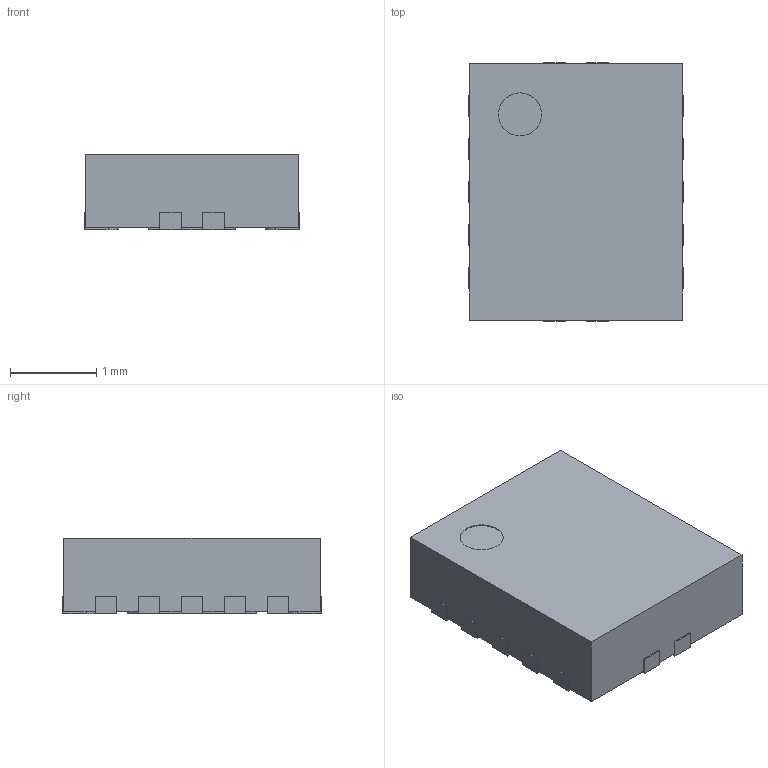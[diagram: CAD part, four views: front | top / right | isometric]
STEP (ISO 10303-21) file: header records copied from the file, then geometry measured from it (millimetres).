
FILE_DESCRIPTION(/* description */ ('STEP AP242','CAx-IF Rec.Pracs.---Representation and Presentation of Product Manufacturing Information (PMI)---4.0---2014-10-13','CAx-IF Rec.Pracs.---3D Tessellated Geometry---0.4---2014-09-14','2;1'),/* implementation_level */ '2;1');
FILE_NAME(/* name */ '67e7d47983b8460ba8d9bb25',/* time_stamp */ '2025-03-29T11:07:38Z',/* author */ (''),/* organization */ (''),/* preprocessor_version */ 'ST-DEVELOPER v20',/* originating_system */ 'ONSHAPE BY PTC INC, 1.195',/* authorisation */ ' ');
FILE_SCHEMA (('AP242_MANAGED_MODEL_BASED_3D_ENGINEERING_MIM_LF { 1 0 10303 442 1 1 4 }'));
Length unit declared in the file: metre
Products named in the file (1): QFN_32_1EP_5x5mm_P05mm_EP33x33mm
Bounding box: 2.5 x 3 x 0.88 mm (x, y, z)
Volume: 6.3 mm3; surface area: 24.7 mm2
Topology: 1 solids, 1 shells, 98 faces, 282 edges, 188 vertices
Faces by surface type: plane 83, cylinder 15
Full cylindrical faces by diameter (mm): 0.5 x1
Entity records: 3251 total; most frequent: CARTESIAN_POINT 568, ORIENTED_EDGE 562, DIRECTION 509, EDGE_CURVE 281, LINE 251, VECTOR 251, VERTEX_POINT 188, AXIS2_PLACEMENT_3D 129
